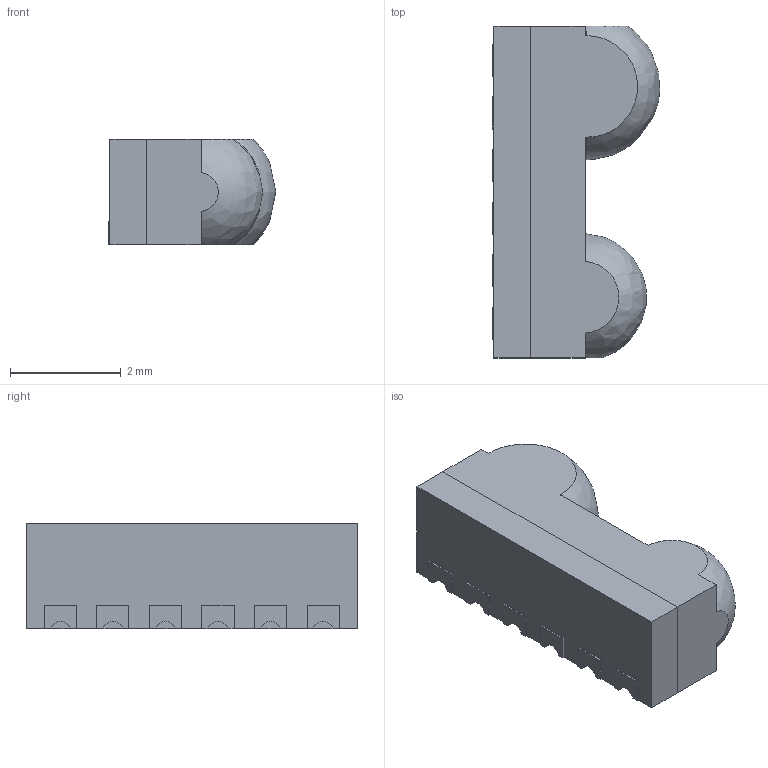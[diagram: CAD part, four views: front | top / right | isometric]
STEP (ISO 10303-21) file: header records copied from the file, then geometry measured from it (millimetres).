
FILE_DESCRIPTION (( 'STEP AP214' ), '1' );
FILE_NAME ('User Library-TFBS4711.STEP', '2022-04-30T14:06:26', ( '' ), ( '' ), 'SwSTEP 2.0', 'SolidWorks 2019', '' );
FILE_SCHEMA (( 'AUTOMOTIVE_DESIGN' ));
Length unit declared in the file: millimetre
Products named in the file (4): User Library-TFBS4711; User Library-TFBS4711_GEHAEUSE; User Library-TFBS4711_PLATINE; User Library-TFBS4711_KONTAKT
Assembly tree (8 placements, depth 2):
  User Library-TFBS4711
    User Library-TFBS4711_PLATINE
    User Library-TFBS4711_GEHAEUSE
    User Library-TFBS4711_KONTAKT  x6
Bounding box: 3.03 x 6 x 1.9 mm (x, y, z)
Volume: 25.9 mm3; surface area: 90.5 mm2
Topology: 8 solids, 8 shells, 129 faces, 341 edges, 227 vertices
Faces by surface type: plane 88, cylinder 39, bspline 2
Entity records: 2472 total; most frequent: CARTESIAN_POINT 494, DIRECTION 390, ORIENTED_EDGE 380, EDGE_CURVE 190, VECTOR 132, LINE 132, AXIS2_PLACEMENT_3D 129, VERTEX_POINT 127
